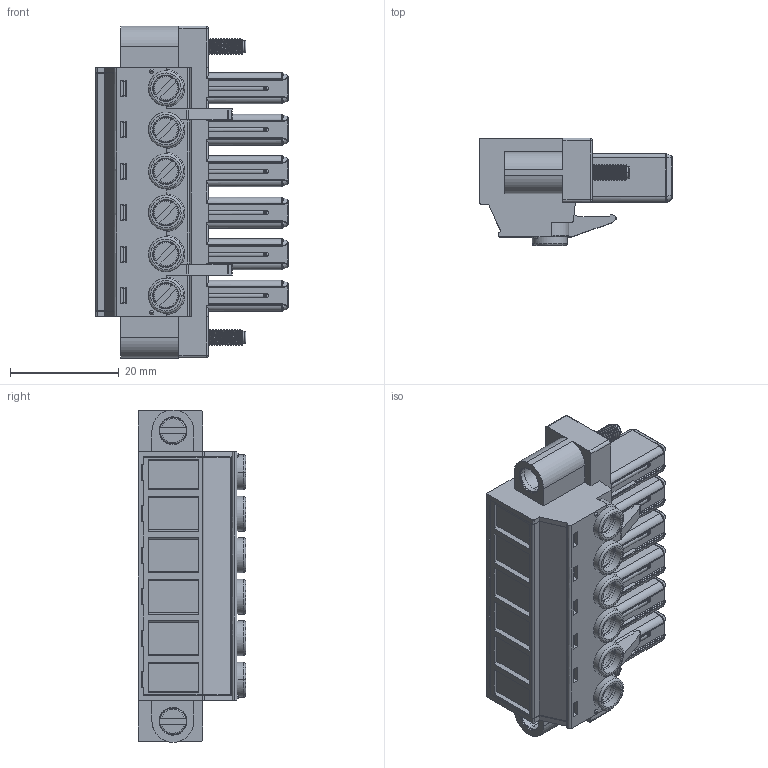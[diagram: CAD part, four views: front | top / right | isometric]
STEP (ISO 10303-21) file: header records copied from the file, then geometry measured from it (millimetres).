
FILE_DESCRIPTION(/* description */ (''),/* implementation_level */ '2;1');
FILE_NAME(/* name */ 'MC-RHH7.62H06C-K.stp',/* time_stamp */ '2022-03-28T11:28:32+08:00',/* author */ (''),/* organization */ (''),/* preprocessor_version */ 'ST-DEVELOPER v16.7',/* originating_system */ 'SIEMENS PLM Software NX 12.0',/* authorisation */ '');
FILE_SCHEMA (('AUTOMOTIVE_DESIGN { 1 0 10303 214 3 1 1 1 }'));
Products named in the file (1): SP3DC0CD41fqhy
Bounding box: 35.3 x 19.7 x 60.95 mm (x, y, z)
Volume: 18846.5 mm3; surface area: 13257.6 mm2
Topology: 1 solids, 19 shells, 1991 faces, 5755 edges, 3837 vertices
Faces by surface type: plane 1034, cylinder 483, bspline 182, extrusion 120, torus 58, revolution 56, cone 40, sphere 18
Full cylindrical faces by diameter (mm): 4.65 x4, 4.85 x4, 6.4 x4
Entity records: 102119 total; most frequent: CARTESIAN_POINT 53159, ORIENTED_EDGE 11406, DIRECTION 8279, EDGE_CURVE 5703, VERTEX_POINT 3837, VECTOR 2977, LINE 2857, AXIS2_PLACEMENT_3D 2623
